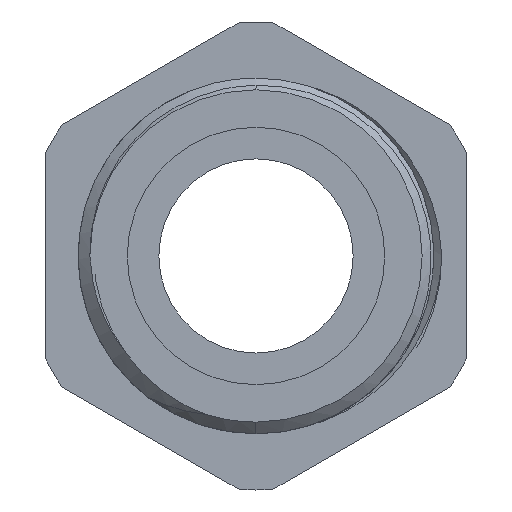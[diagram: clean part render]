
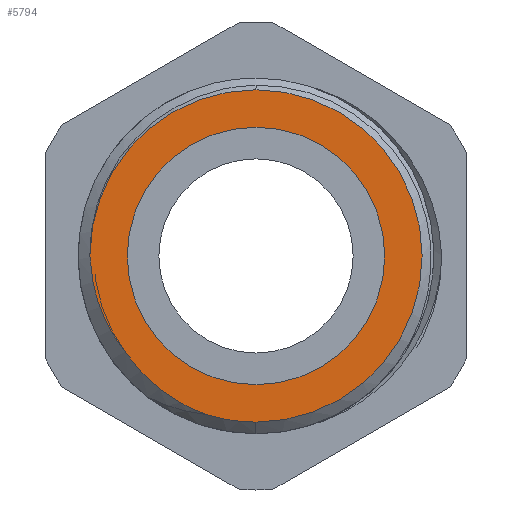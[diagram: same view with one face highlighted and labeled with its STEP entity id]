
A CAD part, front view. The second image highlights one B-rep face of the part: STEP entity #5794.
In plain terms, the highlighted planar face has unit normal (0, -1, 0).
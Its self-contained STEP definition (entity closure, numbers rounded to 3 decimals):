
#242 = CARTESIAN_POINT ( 'NONE',  ( 0., -6., 0. ) ) ;
#384 = CARTESIAN_POINT ( 'NONE',  ( 0., -6., 0. ) ) ;
#433 = CIRCLE ( 'NONE', #4008, 7.1 ) ;
#618 = CARTESIAN_POINT ( 'NONE',  ( -5.152, -6., -4.692 ) ) ;
#649 = AXIS2_PLACEMENT_3D ( 'NONE', #7786, #2393, #8650 ) ;
#866 = EDGE_LOOP ( 'NONE', ( #2816, #3314, #8419, #10871, #1515 ) ) ;
#1130 = DIRECTION ( 'NONE',  ( 0., 1., 0. ) ) ;
#1281 = DIRECTION ( 'NONE',  ( 0., 0., -1. ) ) ;
#1357 = CARTESIAN_POINT ( 'NONE',  ( 0., -6., -7.1 ) ) ;
#1482 = FACE_OUTER_BOUND ( 'NONE', #866, .T. ) ;
#1511 = CARTESIAN_POINT ( 'NONE',  ( -4.361, -6., -5.488 ) ) ;
#1515 = ORIENTED_EDGE ( 'NONE', *, *, #1939, .T. ) ;
#1939 = EDGE_CURVE ( 'NONE', #10522, #10289, #433, .T. ) ;
#2377 = DIRECTION ( 'NONE',  ( 0., 0., 1. ) ) ;
#2393 = DIRECTION ( 'NONE',  ( 0., -1., 0. ) ) ;
#2396 = CARTESIAN_POINT ( 'NONE',  ( -3.459, -6., -6.145 ) ) ;
#2420 = CIRCLE ( 'NONE', #649, 7.1 ) ;
#2655 = CARTESIAN_POINT ( 'NONE',  ( -7.1, -6., 0.004 ) ) ;
#2816 = ORIENTED_EDGE ( 'NONE', *, *, #8960, .T. ) ;
#2860 = VERTEX_POINT ( 'NONE', #1357 ) ;
#3129 = CIRCLE ( 'NONE', #8487, 5.5 ) ;
#3302 = CARTESIAN_POINT ( 'NONE',  ( -2.464, -6., -6.654 ) ) ;
#3314 = ORIENTED_EDGE ( 'NONE', *, *, #10908, .T. ) ;
#3350 = VERTEX_POINT ( 'NONE', #6633 ) ;
#3543 = ORIENTED_EDGE ( 'NONE', *, *, #6831, .F. ) ;
#3570 = CARTESIAN_POINT ( 'NONE',  ( -7.074, -6., -0.738 ) ) ;
#3635 = CARTESIAN_POINT ( 'NONE',  ( 0., -6., 0. ) ) ;
#4008 = AXIS2_PLACEMENT_3D ( 'NONE', #7116, #7235, #2377 ) ;
#4141 = FACE_BOUND ( 'NONE', #9093, .T. ) ;
#4453 = CARTESIAN_POINT ( 'NONE',  ( -6.419, -6., -2.861 ) ) ;
#4542 = DIRECTION ( 'NONE',  ( 0., 0., 1. ) ) ;
#5310 = DIRECTION ( 'NONE',  ( 0., -1., 0. ) ) ;
#5379 = CARTESIAN_POINT ( 'NONE',  ( -5.595, -6., -4.089 ) ) ;
#5599 = PLANE ( 'NONE',  #7750 ) ;
#5759 = CARTESIAN_POINT ( 'NONE',  ( -7.1, -6., 0.004 ) ) ;
#5794 = ADVANCED_FACE ( 'NONE', ( #1482, #4141 ), #5599, .F. ) ;
#5875 = CARTESIAN_POINT ( 'NONE',  ( -2.112, -6., -6.779 ) ) ;
#5997 = CARTESIAN_POINT ( 'NONE',  ( -5.595, -6., -4.089 ) ) ;
#6538 = B_SPLINE_CURVE_WITH_KNOTS ( 'NONE', 3,
 ( #5997, #11142, #618, #6898, #1511, #7789, #2396, #8655, #3302, #9505 ),
 .UNSPECIFIED., .F., .F.,
 ( 4, 2, 2, 2, 4 ),
 ( 0., 0.001, 0.002, 0.003, 0.004 ),
 .UNSPECIFIED. ) ;
#6633 = CARTESIAN_POINT ( 'NONE',  ( 0., -6., 5.5 ) ) ;
#6686 = DIRECTION ( 'NONE',  ( 0., -1., 0. ) ) ;
#6687 = B_SPLINE_CURVE_WITH_KNOTS ( 'NONE', 3,
 ( #2655, #3570, #9743, #4453, #10597, #5379 ),
 .UNSPECIFIED., .F., .F.,
 ( 4, 2, 4 ),
 ( 0.009, 0.012, 0.014 ),
 .UNSPECIFIED. ) ;
#6831 = EDGE_CURVE ( 'NONE', #9056, #3350, #9520, .T. ) ;
#6898 = CARTESIAN_POINT ( 'NONE',  ( -4.641, -6., -5.235 ) ) ;
#7116 = CARTESIAN_POINT ( 'NONE',  ( 0., -6., 0. ) ) ;
#7235 = DIRECTION ( 'NONE',  ( 0., -1., 0. ) ) ;
#7422 = DIRECTION ( 'NONE',  ( 0., 0., 1. ) ) ;
#7442 = VERTEX_POINT ( 'NONE', #5875 ) ;
#7750 = AXIS2_PLACEMENT_3D ( 'NONE', #242, #1130, #7422 ) ;
#7786 = CARTESIAN_POINT ( 'NONE',  ( 0., -6., 0. ) ) ;
#7789 = CARTESIAN_POINT ( 'NONE',  ( -3.77, -6., -5.943 ) ) ;
#7994 = VERTEX_POINT ( 'NONE', #10187 ) ;
#8419 = ORIENTED_EDGE ( 'NONE', *, *, #9014, .T. ) ;
#8487 = AXIS2_PLACEMENT_3D ( 'NONE', #384, #6686, #1281 ) ;
#8524 = ORIENTED_EDGE ( 'NONE', *, *, #9249, .F. ) ;
#8650 = DIRECTION ( 'NONE',  ( 0., 0., 1. ) ) ;
#8655 = CARTESIAN_POINT ( 'NONE',  ( -2.808, -6., -6.5 ) ) ;
#8960 = EDGE_CURVE ( 'NONE', #10289, #7994, #6687, .T. ) ;
#9014 = EDGE_CURVE ( 'NONE', #7442, #2860, #9515, .T. ) ;
#9056 = VERTEX_POINT ( 'NONE', #10729 ) ;
#9093 = EDGE_LOOP ( 'NONE', ( #3543, #8524 ) ) ;
#9249 = EDGE_CURVE ( 'NONE', #3350, #9056, #3129, .T. ) ;
#9269 = AXIS2_PLACEMENT_3D ( 'NONE', #3635, #9819, #4542 ) ;
#9505 = CARTESIAN_POINT ( 'NONE',  ( -2.112, -6., -6.779 ) ) ;
#9515 = CIRCLE ( 'NONE', #9269, 7.1 ) ;
#9520 = CIRCLE ( 'NONE', #9954, 5.5 ) ;
#9590 = CARTESIAN_POINT ( 'NONE',  ( 0., -6., 7.1 ) ) ;
#9677 = EDGE_CURVE ( 'NONE', #2860, #10522, #2420, .T. ) ;
#9743 = CARTESIAN_POINT ( 'NONE',  ( -6.933, -6., -1.459 ) ) ;
#9819 = DIRECTION ( 'NONE',  ( 0., -1., 0. ) ) ;
#9954 = AXIS2_PLACEMENT_3D ( 'NONE', #10538, #5310, #11368 ) ;
#10187 = CARTESIAN_POINT ( 'NONE',  ( -5.595, -6., -4.089 ) ) ;
#10289 = VERTEX_POINT ( 'NONE', #5759 ) ;
#10522 = VERTEX_POINT ( 'NONE', #9590 ) ;
#10538 = CARTESIAN_POINT ( 'NONE',  ( 0., -6., 0. ) ) ;
#10597 = CARTESIAN_POINT ( 'NONE',  ( -6.058, -6., -3.504 ) ) ;
#10729 = CARTESIAN_POINT ( 'NONE',  ( 0., -6., -5.5 ) ) ;
#10871 = ORIENTED_EDGE ( 'NONE', *, *, #9677, .T. ) ;
#10908 = EDGE_CURVE ( 'NONE', #7994, #7442, #6538, .T. ) ;
#11142 = CARTESIAN_POINT ( 'NONE',  ( -5.385, -6., -4.401 ) ) ;
#11368 = DIRECTION ( 'NONE',  ( 0., 0., -1. ) ) ;
